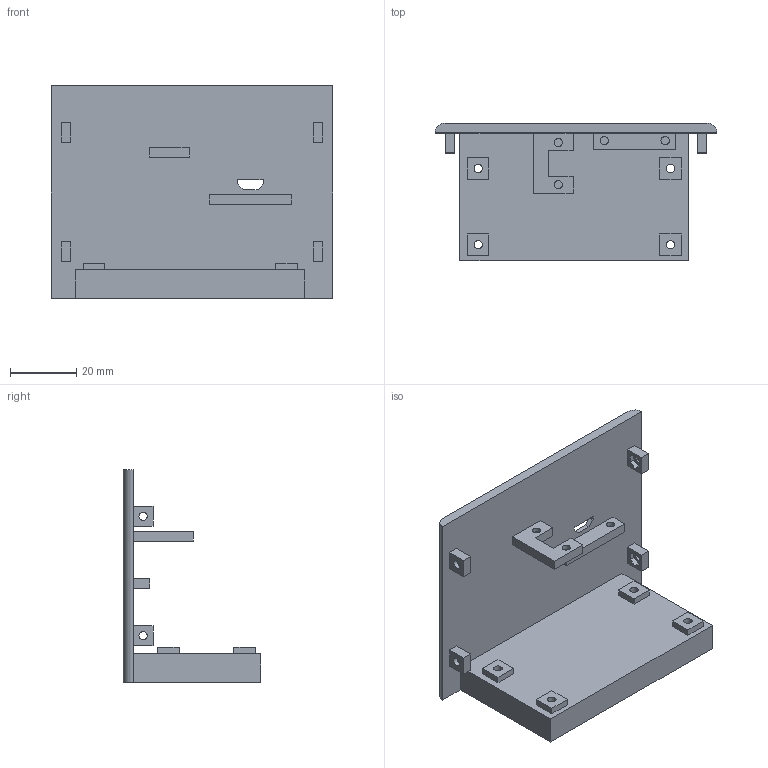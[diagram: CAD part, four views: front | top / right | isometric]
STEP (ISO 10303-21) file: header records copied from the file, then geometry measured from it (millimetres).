
FILE_DESCRIPTION(/* description */ (''),/* implementation_level */ '2;1');
FILE_NAME(/* name */ 'Back.step',/* time_stamp */ '2020-12-19T10:22:53+01:00',/* author */ (''),/* organization */ (''),/* preprocessor_version */ 'ST-DEVELOPER v18.1',/* originating_system */ 'Autodesk Translation Framework v9.7.0.1280',/* authorisation */ '');
FILE_SCHEMA (('AUTOMOTIVE_DESIGN { 1 0 10303 214 3 1 1 }'));
Length unit declared in the file: millimetre
Products named in the file (1): Back
Bounding box: 85 x 41.5 x 64 mm (x, y, z)
Volume: 24170 mm3; surface area: 20533.3 mm2
Topology: 1 solids, 1 shells, 185 faces, 480 edges, 320 vertices
Faces by surface type: plane 165, cylinder 20
Full cylindrical faces by diameter (mm): 2.5 x12
Entity records: 5666 total; most frequent: CARTESIAN_POINT 986, ORIENTED_EDGE 960, DIRECTION 892, EDGE_CURVE 480, LINE 440, VECTOR 440, VERTEX_POINT 320, EDGE_LOOP 234
